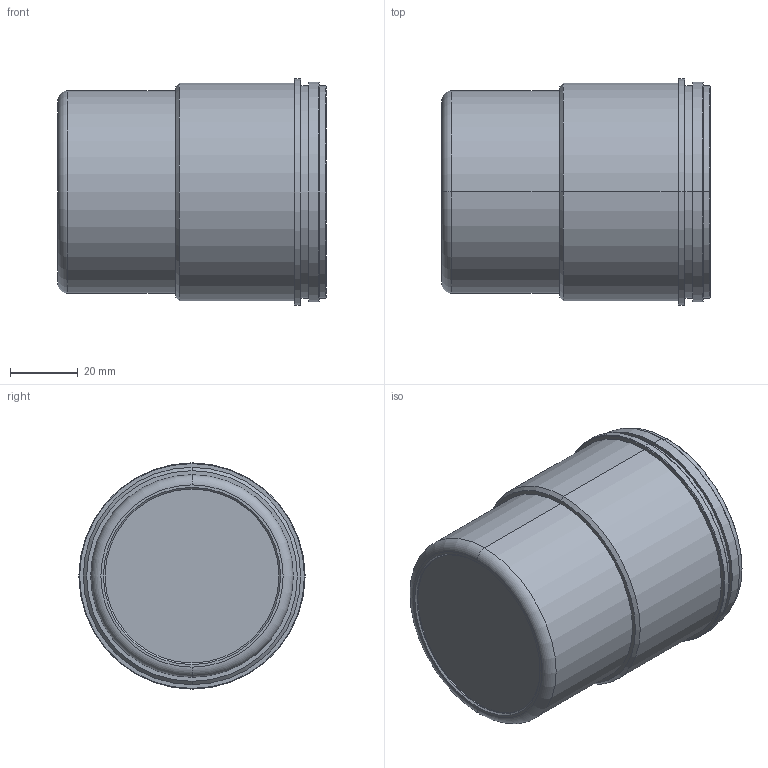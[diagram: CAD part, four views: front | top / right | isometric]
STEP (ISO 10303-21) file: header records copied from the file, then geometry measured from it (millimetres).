
FILE_DESCRIPTION(('Creo Elements/Direct Modeling STEP Export'),'2;1');
FILE_NAME('MVPLAPO1X.stp','2016-01-19T17:02:56',(''),(''),'PTC Creo Elements/Direct Modeling STEP processor for AP214 (Solid Model)','PTC Creo Elements/Direct Modeling 19.0 09-May-2014 (C) Parametric Technology GmbH','');
FILE_SCHEMA(('AUTOMOTIVE_DESIGN { 1 0 10303 214 1 1 1 1 }'));
Length unit declared in the file: millimetre
Products named in the file (3): AE7905; AE7904; MVPLAPO1X
Assembly tree (2 placements, depth 2):
  MVPLAPO1X
    AE7904
    AE7905
Bounding box: 79.5 x 67 x 67 mm (x, y, z)
Volume: 241901.2 mm3; surface area: 36731.7 mm2
Topology: 2 solids, 2 shells, 39 faces, 76 edges, 46 vertices
Faces by surface type: cylinder 16, cone 12, plane 9, torus 2
Entity records: 986 total; most frequent: DIRECTION 162, ORIENTED_EDGE 152, CARTESIAN_POINT 141, EDGE_CURVE 76, AXIS2_PLACEMENT_3D 67, VERTEX_POINT 46, EDGE_LOOP 46, FACE_OUTER_BOUND 39
